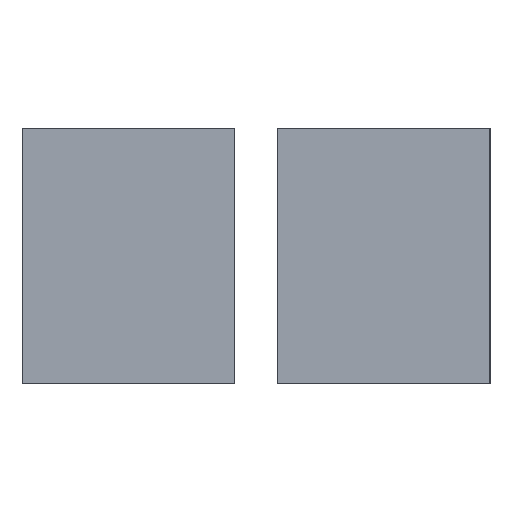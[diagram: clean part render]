
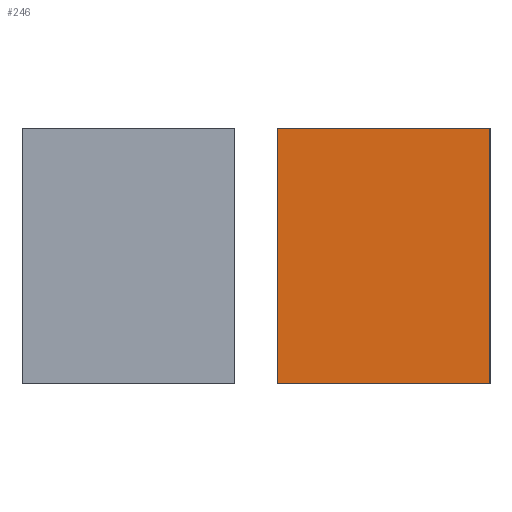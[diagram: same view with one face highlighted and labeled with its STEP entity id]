
A CAD part, left-side view. The second image highlights one B-rep face of the part: STEP entity #246.
In plain terms, the highlighted planar face has unit normal (-1, 0, 0).
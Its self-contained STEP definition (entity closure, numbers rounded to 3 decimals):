
#56 = EDGE_CURVE ( 'NONE', #162, #513, #565, .T. ) ;
#62 = VECTOR ( 'NONE', #476, 1000. ) ;
#98 = AXIS2_PLACEMENT_3D ( 'NONE', #1174, #727, #1163 ) ;
#124 = VERTEX_POINT ( 'NONE', #692 ) ;
#162 = VERTEX_POINT ( 'NONE', #381 ) ;
#173 = CARTESIAN_POINT ( 'NONE',  ( -41.5, -11., 0. ) ) ;
#180 = CARTESIAN_POINT ( 'NONE',  ( -41.5, -1., 12. ) ) ;
#212 = VECTOR ( 'NONE', #930, 1000. ) ;
#246 = ADVANCED_FACE ( 'NONE', ( #599 ), #734, .F. ) ;
#292 = LINE ( 'NONE', #1383, #212 ) ;
#381 = CARTESIAN_POINT ( 'NONE',  ( -41.5, -11., 12. ) ) ;
#476 = DIRECTION ( 'NONE',  ( 0., 0., -1. ) ) ;
#478 = LINE ( 'NONE', #911, #616 ) ;
#513 = VERTEX_POINT ( 'NONE', #173 ) ;
#565 = LINE ( 'NONE', #1001, #62 ) ;
#590 = EDGE_CURVE ( 'NONE', #1164, #124, #724, .T. ) ;
#599 = FACE_OUTER_BOUND ( 'NONE', #1102, .T. ) ;
#614 = ORIENTED_EDGE ( 'NONE', *, *, #931, .F. ) ;
#616 = VECTOR ( 'NONE', #1145, 1000. ) ;
#692 = CARTESIAN_POINT ( 'NONE',  ( -41.5, -1., 0. ) ) ;
#724 = LINE ( 'NONE', #180, #735 ) ;
#727 = DIRECTION ( 'NONE',  ( 1., 0., 0. ) ) ;
#734 = PLANE ( 'NONE',  #98 ) ;
#735 = VECTOR ( 'NONE', #966, 1000. ) ;
#911 = CARTESIAN_POINT ( 'NONE',  ( -41.5, -11., 12. ) ) ;
#930 = DIRECTION ( 'NONE',  ( 0., -1., 0. ) ) ;
#931 = EDGE_CURVE ( 'NONE', #1164, #162, #478, .T. ) ;
#966 = DIRECTION ( 'NONE',  ( 0., 0., -1. ) ) ;
#971 = CARTESIAN_POINT ( 'NONE',  ( -41.5, -1., 12. ) ) ;
#1001 = CARTESIAN_POINT ( 'NONE',  ( -41.5, -11., 12. ) ) ;
#1055 = EDGE_CURVE ( 'NONE', #124, #513, #292, .T. ) ;
#1067 = ORIENTED_EDGE ( 'NONE', *, *, #56, .F. ) ;
#1102 = EDGE_LOOP ( 'NONE', ( #614, #1211, #1368, #1067 ) ) ;
#1145 = DIRECTION ( 'NONE',  ( 0., -1., 0. ) ) ;
#1163 = DIRECTION ( 'NONE',  ( 0., 0., -1. ) ) ;
#1164 = VERTEX_POINT ( 'NONE', #971 ) ;
#1174 = CARTESIAN_POINT ( 'NONE',  ( -41.5, -11., 12. ) ) ;
#1211 = ORIENTED_EDGE ( 'NONE', *, *, #590, .T. ) ;
#1368 = ORIENTED_EDGE ( 'NONE', *, *, #1055, .T. ) ;
#1383 = CARTESIAN_POINT ( 'NONE',  ( -41.5, -11., 0. ) ) ;
